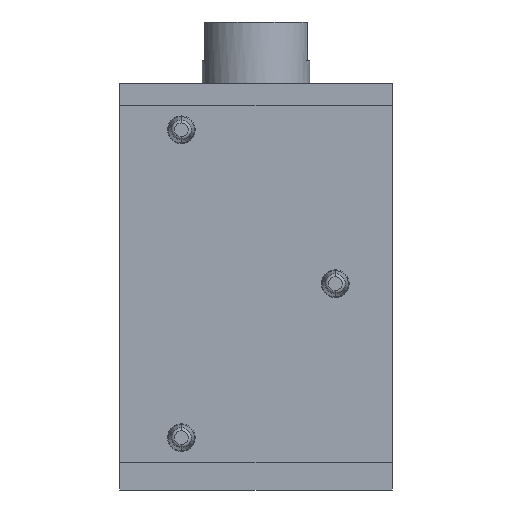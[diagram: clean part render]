
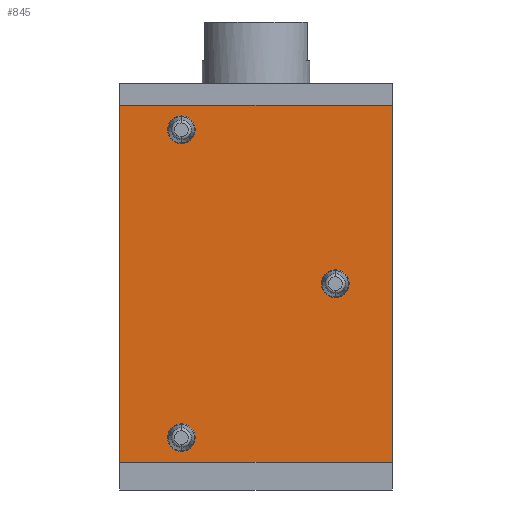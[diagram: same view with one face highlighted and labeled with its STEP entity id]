
A CAD part, front view. The second image highlights one B-rep face of the part: STEP entity #845.
In plain terms, the highlighted planar face has unit normal (0, -1, 0).
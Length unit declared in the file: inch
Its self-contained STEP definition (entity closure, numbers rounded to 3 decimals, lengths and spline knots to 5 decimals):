
#8=CARTESIAN_POINT ( 'NONE',  ( -0.0885, 0.018, -0.134 ) );
#13=DIRECTION ( 'NONE',  ( 0., -1., 0. ) );
#28=FACE_OUTER_BOUND ( 'NONE', #64, .T. );
#64=EDGE_LOOP ( 'NONE', ( #212, #191, #545, #266 ) );
#78=DIRECTION ( 'NONE',  ( -1., 0., 0. ) );
#94=CARTESIAN_POINT ( 'NONE',  ( 0.0885, 0.018, 0.098 ) );
#110=PLANE ( 'NONE',  #166 );
#132=CARTESIAN_POINT ( 'NONE',  ( 0.0885, 0.018, -0.134 ) );
#151=CARTESIAN_POINT ( 'NONE',  ( -0.0885, 0.018, 0.098 ) );
#166=AXIS2_PLACEMENT_3D ( 'NONE', #8, #13, #249 );
#174=EDGE_CURVE ( 'NONE', #213, #556, #749, .T. );
#191=ORIENTED_EDGE ( 'NONE', *, *, #732, .T. );
#206=LINE ( 'NONE', #151, #608 );
#208=VECTOR ( 'NONE', #340, 39.37008 );
#212=ORIENTED_EDGE ( 'NONE', *, *, #835, .T. );
#213=VERTEX_POINT ( 'NONE', #132 );
#249=DIRECTION ( 'NONE',  ( 0., 0., -1. ) );
#266=ORIENTED_EDGE ( 'NONE', *, *, #385, .T. );
#340=DIRECTION ( 'NONE',  ( 0., 0., 1. ) );
#345=LINE ( 'NONE', #94, #372 );
#364=DIRECTION ( 'NONE',  ( 1., 0., 0. ) );
#372=VECTOR ( 'NONE', #78, 39.37008 );
#385=EDGE_CURVE ( 'NONE', #556, #661, #345, .T. );
#439=VECTOR ( 'NONE', #364, 39.37008 );
#545=ORIENTED_EDGE ( 'NONE', *, *, #174, .T. );
#556=VERTEX_POINT ( 'NONE', #94 );
#603=VERTEX_POINT ( 'NONE', #8 );
#608=VECTOR ( 'NONE', #249, 39.37008 );
#661=VERTEX_POINT ( 'NONE', #151 );
#732=EDGE_CURVE ( 'NONE', #603, #213, #812, .T. );
#749=LINE ( 'NONE', #94, #208 );
#812=LINE ( 'NONE', #132, #439 );
#835=EDGE_CURVE ( 'NONE', #661, #603, #206, .T. );
#845=ADVANCED_FACE ( 'NONE', ( #28 ), #110, .T. );
